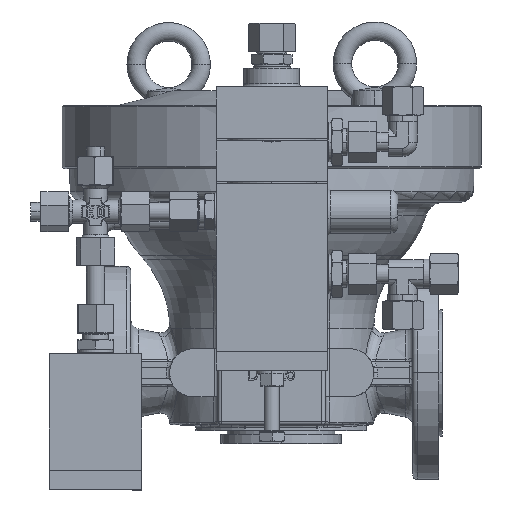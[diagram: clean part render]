
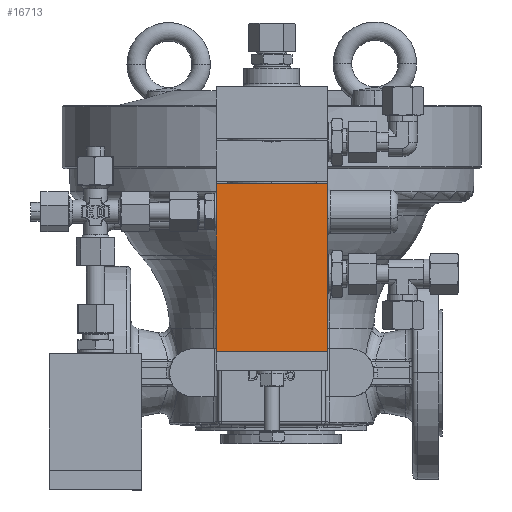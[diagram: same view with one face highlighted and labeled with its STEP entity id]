
A CAD part, top view. The second image highlights one B-rep face of the part: STEP entity #16713.
In plain terms, the highlighted planar face has unit normal (0, 0, 1).
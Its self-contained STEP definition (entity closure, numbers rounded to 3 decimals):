
#3448 = ORIENTED_EDGE ( 'NONE', *, *, #50295, .F. ) ;
#3622 = VECTOR ( 'NONE', #41440, 1000. ) ;
#3972 = LINE ( 'NONE', #81425, #6208 ) ;
#6208 = VECTOR ( 'NONE', #53000, 1000. ) ;
#8537 = ORIENTED_EDGE ( 'NONE', *, *, #23360, .F. ) ;
#8873 = CARTESIAN_POINT ( 'NONE',  ( -30., 11., 284.21 ) ) ;
#12516 = VERTEX_POINT ( 'NONE', #86639 ) ;
#12621 = AXIS2_PLACEMENT_3D ( 'NONE', #8873, #51441, #38090 ) ;
#15573 = VERTEX_POINT ( 'NONE', #64649 ) ;
#16713 = ADVANCED_FACE ( 'NONE', ( #47244 ), #22409, .F. ) ;
#17386 = ORIENTED_EDGE ( 'NONE', *, *, #83864, .F. ) ;
#22409 = PLANE ( 'NONE',  #12621 ) ;
#23360 = EDGE_CURVE ( 'NONE', #15573, #62116, #34681, .T. ) ;
#26290 = DIRECTION ( 'NONE',  ( 0., 1., 0. ) ) ;
#27307 = CARTESIAN_POINT ( 'NONE',  ( -30., 101.5, 284.21 ) ) ;
#30494 = CARTESIAN_POINT ( 'NONE',  ( -30., 101.5, 284.21 ) ) ;
#34681 = LINE ( 'NONE', #39199, #76774 ) ;
#36965 = EDGE_LOOP ( 'NONE', ( #17386, #8537, #3448, #69583 ) ) ;
#38090 = DIRECTION ( 'NONE',  ( 1., 0., 0. ) ) ;
#39199 = CARTESIAN_POINT ( 'NONE',  ( -30., 11., 284.21 ) ) ;
#39339 = CARTESIAN_POINT ( 'NONE',  ( 30., 11., 284.21 ) ) ;
#41440 = DIRECTION ( 'NONE',  ( 1., 0., 0. ) ) ;
#47244 = FACE_OUTER_BOUND ( 'NONE', #36965, .T. ) ;
#49994 = LINE ( 'NONE', #84226, #77673 ) ;
#50295 = EDGE_CURVE ( 'NONE', #86952, #15573, #3972, .T. ) ;
#51441 = DIRECTION ( 'NONE',  ( 0., 0., -1. ) ) ;
#53000 = DIRECTION ( 'NONE',  ( -1., 0., 0. ) ) ;
#62116 = VERTEX_POINT ( 'NONE', #30494 ) ;
#64649 = CARTESIAN_POINT ( 'NONE',  ( -30., 11., 284.21 ) ) ;
#69583 = ORIENTED_EDGE ( 'NONE', *, *, #89358, .T. ) ;
#70630 = DIRECTION ( 'NONE',  ( 0., 1., 0. ) ) ;
#75548 = LINE ( 'NONE', #27307, #3622 ) ;
#76774 = VECTOR ( 'NONE', #26290, 1000. ) ;
#77673 = VECTOR ( 'NONE', #70630, 1000. ) ;
#81425 = CARTESIAN_POINT ( 'NONE',  ( -30., 11., 284.21 ) ) ;
#83864 = EDGE_CURVE ( 'NONE', #62116, #12516, #75548, .T. ) ;
#84226 = CARTESIAN_POINT ( 'NONE',  ( 30., 11., 284.21 ) ) ;
#86639 = CARTESIAN_POINT ( 'NONE',  ( 30., 101.5, 284.21 ) ) ;
#86952 = VERTEX_POINT ( 'NONE', #39339 ) ;
#89358 = EDGE_CURVE ( 'NONE', #86952, #12516, #49994, .T. ) ;
